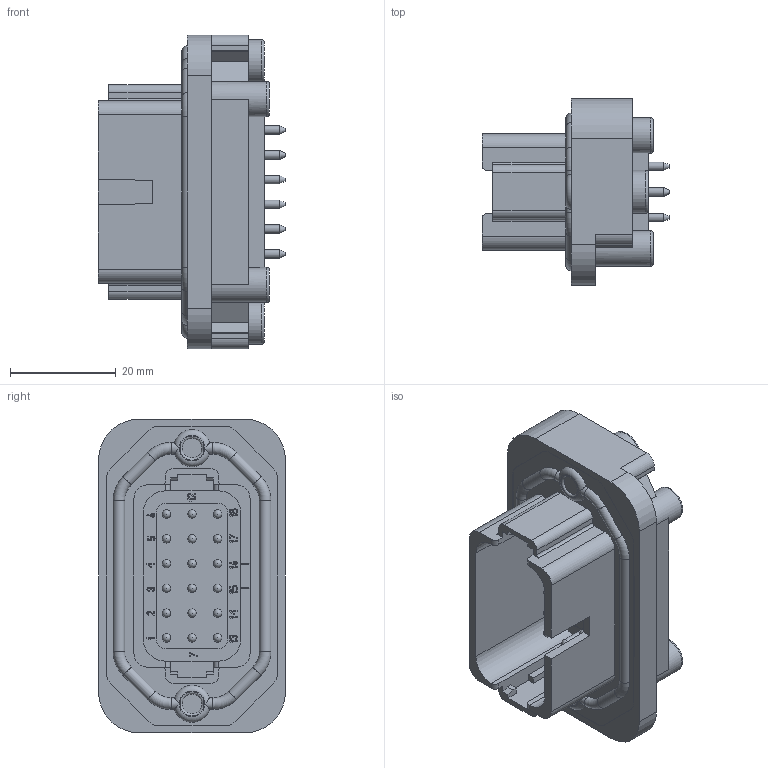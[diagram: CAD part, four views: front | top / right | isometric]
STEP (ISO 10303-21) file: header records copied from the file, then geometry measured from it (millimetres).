
FILE_DESCRIPTION(/* description */ ('STEP AP214'),/* implementation_level */ '2;1');
FILE_NAME(/* name */ 'AT15-18PC-BM04GN',/* time_stamp */ '2023-07-24T15:31:06+02:00',/* author */ ('License CC BY-ND 4.0'),/* organization */ ('CADENAS'),/* preprocessor_version */ 'ST-DEVELOPER v19.3',/* originating_system */ 'PARTsolutions',/* authorisation */ ' ');
FILE_SCHEMA (('AUTOMOTIVE_DESIGN {1 0 10303 214 3 1 1}'));
Length unit declared in the file: millimetre
Products named in the file (1): AT15-18PC-BM04GN
Bounding box: 35.42 x 35.25 x 59.2 mm (x, y, z)
Volume: 23581.1 mm3; surface area: 12723.7 mm2
Topology: 1 solids, 1 shells, 585 faces, 1529 edges, 1020 vertices
Faces by surface type: plane 369, cylinder 144, cone 36, torus 18, sphere 18
Full cylindrical faces by diameter (mm): 0.375 x3, 0.487 x1, 0.518 x1, 0.675 x1, 0.703 x1, 1.57 x36, 2.79 x4, 3.15 x4, 6.6 x4, 8.1 x2
Entity records: 20774 total; most frequent: CARTESIAN_POINT 2902, DIRECTION 2852, ORIENTED_EDGE 2660, EDGE_CURVE 1330, LINE 956, VECTOR 956, AXIS2_PLACEMENT_3D 948, VERTEX_POINT 942
